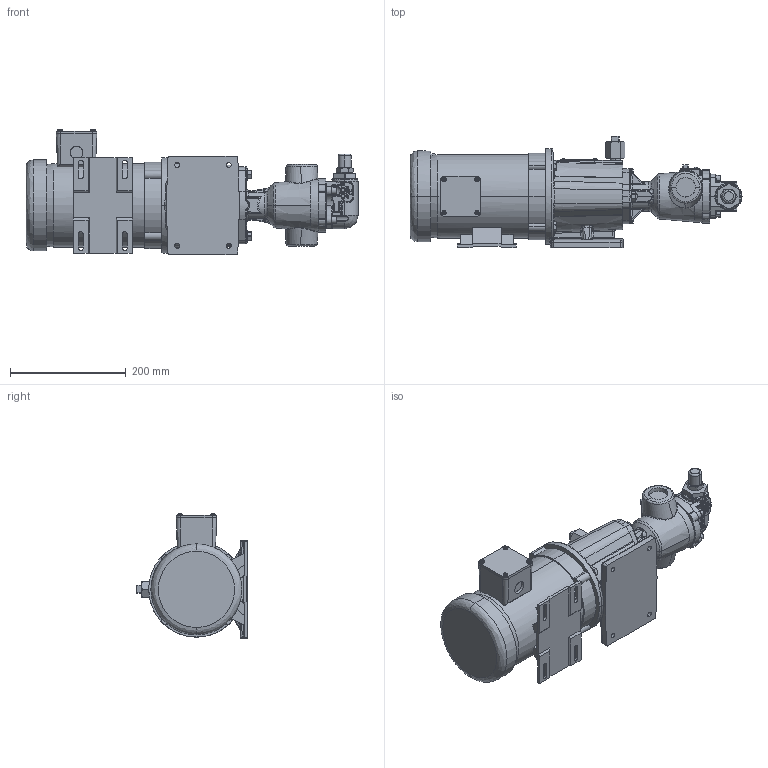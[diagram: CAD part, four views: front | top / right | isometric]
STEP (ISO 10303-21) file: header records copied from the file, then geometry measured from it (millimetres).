
FILE_DESCRIPTION (( 'STEP AP214' ), '1' );
FILE_NAME ('GV-1265.STEP', '2019-12-04T17:11:56', ( '' ), ( '' ), 'SwSTEP 2.0', 'SolidWorks 2018', '' );
FILE_SCHEMA (( 'AUTOMOTIVE_DESIGN' ));
Length unit declared in the file: inch
Products named in the file (1): GV-1265
Bounding box: 574.24 x 193.21 x 216.96 mm (x, y, z)
Volume: 7725147.1 mm3; surface area: 412328.5 mm2
Topology: 1 solids, 1 shells, 5315 faces, 14368 edges, 9641 vertices
Faces by surface type: plane 3426, bspline 1242, cylinder 363, cone 177, sphere 60, torus 47
Entity records: 234317 total; most frequent: CARTESIAN_POINT 82263, ORIENTED_EDGE 28684, DIRECTION 20469, EDGE_CURVE 14342, LINE 10067, VECTOR 10067, VERTEX_POINT 9640, EDGE_LOOP 5952
